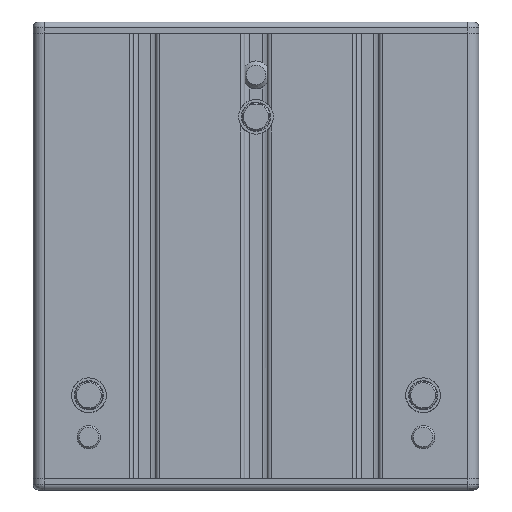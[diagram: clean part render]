
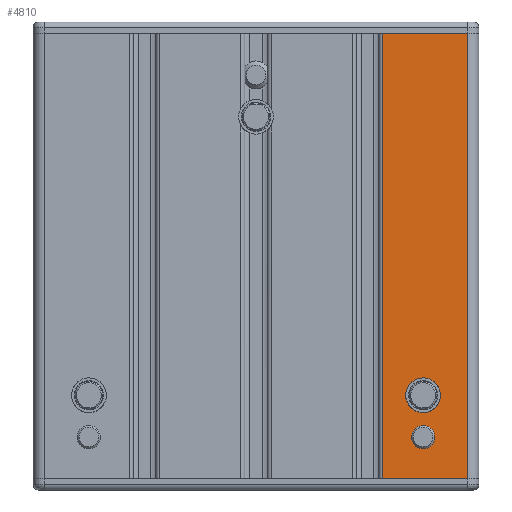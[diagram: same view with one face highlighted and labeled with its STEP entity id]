
A CAD part, front view. The second image highlights one B-rep face of the part: STEP entity #4810.
In plain terms, the highlighted planar face has unit normal (0, -1, 0).
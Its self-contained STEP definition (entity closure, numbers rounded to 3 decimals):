
#143=PLANE('',#5297);
#236=FACE_BOUND('',#609,.T.);
#237=FACE_BOUND('',#610,.T.);
#335=FACE_OUTER_BOUND('',#608,.T.);
#608=EDGE_LOOP('',(#3518,#3519,#3520,#3521));
#609=EDGE_LOOP('',(#3522,#3523));
#610=EDGE_LOOP('',(#3524,#3525));
#1021=LINE('',#8643,#1388);
#1022=LINE('',#8645,#1389);
#1023=LINE('',#8647,#1390);
#1024=LINE('',#8648,#1391);
#1388=VECTOR('',#6108,10.);
#1389=VECTOR('',#6109,10.);
#1390=VECTOR('',#6110,10.);
#1391=VECTOR('',#6111,10.);
#1664=CIRCLE('',#5200,4.188);
#1665=CIRCLE('',#5201,4.188);
#1672=CIRCLE('',#5213,6.25);
#1673=CIRCLE('',#5214,6.25);
#1984=VERTEX_POINT('',#7671);
#1985=VERTEX_POINT('',#7672);
#2007=VERTEX_POINT('',#7929);
#2008=VERTEX_POINT('',#7930);
#2115=VERTEX_POINT('',#8641);
#2116=VERTEX_POINT('',#8642);
#2117=VERTEX_POINT('',#8644);
#2118=VERTEX_POINT('',#8646);
#2491=EDGE_CURVE('',#1984,#1985,#1664,.T.);
#2492=EDGE_CURVE('',#1985,#1984,#1665,.T.);
#2518=EDGE_CURVE('',#2007,#2008,#1672,.T.);
#2519=EDGE_CURVE('',#2008,#2007,#1673,.T.);
#2665=EDGE_CURVE('',#2115,#2116,#1021,.T.);
#2666=EDGE_CURVE('',#2115,#2117,#1022,.T.);
#2667=EDGE_CURVE('',#2118,#2117,#1023,.T.);
#2668=EDGE_CURVE('',#2116,#2118,#1024,.T.);
#3518=ORIENTED_EDGE('',*,*,#2665,.F.);
#3519=ORIENTED_EDGE('',*,*,#2666,.T.);
#3520=ORIENTED_EDGE('',*,*,#2667,.F.);
#3521=ORIENTED_EDGE('',*,*,#2668,.F.);
#3522=ORIENTED_EDGE('',*,*,#2491,.T.);
#3523=ORIENTED_EDGE('',*,*,#2492,.T.);
#3524=ORIENTED_EDGE('',*,*,#2518,.T.);
#3525=ORIENTED_EDGE('',*,*,#2519,.T.);
#4810=ADVANCED_FACE('',(#335,#236,#237),#143,.T.);
#5200=AXIS2_PLACEMENT_3D('',#7673,#5835,#5836);
#5201=AXIS2_PLACEMENT_3D('',#7674,#5837,#5838);
#5213=AXIS2_PLACEMENT_3D('',#7931,#5869,#5870);
#5214=AXIS2_PLACEMENT_3D('',#7932,#5871,#5872);
#5297=AXIS2_PLACEMENT_3D('',#8640,#6106,#6107);
#5835=DIRECTION('center_axis',(0.,1.,0.));
#5836=DIRECTION('ref_axis',(1.,0.,0.));
#5837=DIRECTION('center_axis',(0.,1.,0.));
#5838=DIRECTION('ref_axis',(1.,0.,0.));
#5869=DIRECTION('center_axis',(0.,1.,0.));
#5870=DIRECTION('ref_axis',(1.,0.,0.));
#5871=DIRECTION('center_axis',(0.,1.,0.));
#5872=DIRECTION('ref_axis',(1.,0.,0.));
#6106=DIRECTION('center_axis',(0.,-1.,0.));
#6107=DIRECTION('ref_axis',(-1.,0.,0.));
#6108=DIRECTION('',(1.,0.,0.));
#6109=DIRECTION('',(0.,0.,-1.));
#6110=DIRECTION('',(-1.,0.,0.));
#6111=DIRECTION('',(0.,0.,-1.));
#7671=CARTESIAN_POINT('',(18.688,0.,-145.));
#7672=CARTESIAN_POINT('',(10.312,0.,-145.));
#7673=CARTESIAN_POINT('Origin',(14.5,0.,
-145.));
#7674=CARTESIAN_POINT('Origin',(14.5,0.,
-145.));
#7929=CARTESIAN_POINT('',(20.75,0.,-130.));
#7930=CARTESIAN_POINT('',(8.25,0.,-130.));
#7931=CARTESIAN_POINT('Origin',(14.5,0.,
-130.));
#7932=CARTESIAN_POINT('Origin',(14.5,0.,
-130.));
#8640=CARTESIAN_POINT('Origin',(30.5,0.,
0.));
#8641=CARTESIAN_POINT('',(0.,0.,0.));
#8642=CARTESIAN_POINT('',(30.5,0.,0.));
#8643=CARTESIAN_POINT('',(0.,0.,0.));
#8644=CARTESIAN_POINT('',(0.,0.,-160.));
#8645=CARTESIAN_POINT('',(0.,0.,0.));
#8646=CARTESIAN_POINT('',(30.5,0.,-160.));
#8647=CARTESIAN_POINT('',(0.,0.,-160.));
#8648=CARTESIAN_POINT('',(30.5,0.,0.));
